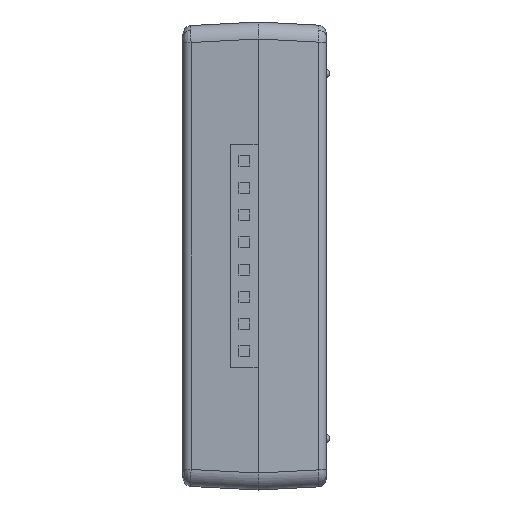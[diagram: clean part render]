
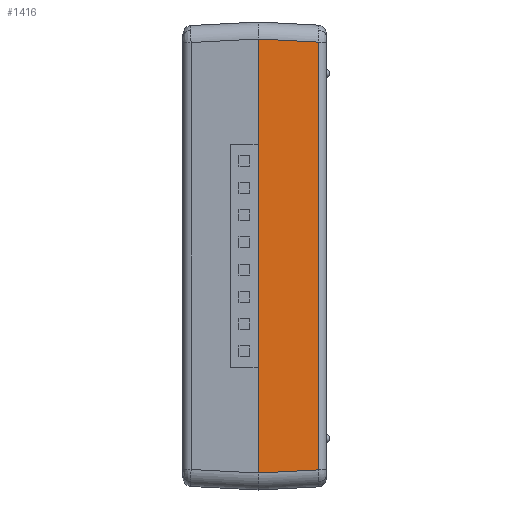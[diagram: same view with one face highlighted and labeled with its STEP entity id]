
A CAD part, left-side view. The second image highlights one B-rep face of the part: STEP entity #1416.
In plain terms, the highlighted planar face has unit normal (-0.999, -0.052, 0).
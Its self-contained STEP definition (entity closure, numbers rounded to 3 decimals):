
#6 = VECTOR ( 'NONE', #2765, 1000. ) ;
#156 = CARTESIAN_POINT ( 'NONE',  ( 0., 0., -21.819 ) ) ;
#190 = VERTEX_POINT ( 'NONE', #1055 ) ;
#375 = CARTESIAN_POINT ( 'NONE',  ( 0., 0., 20.233 ) ) ;
#409 = AXIS2_PLACEMENT_3D ( 'NONE', #156, #1756, #1447 ) ;
#692 = ORIENTED_EDGE ( 'NONE', *, *, #2866, .F. ) ;
#695 = CARTESIAN_POINT ( 'NONE',  ( 0.115, -2.192, 20.118 ) ) ;
#736 = CARTESIAN_POINT ( 'NONE',  ( 0.293, -5.598, 19.94 ) ) ;
#738 = ORIENTED_EDGE ( 'NONE', *, *, #3884, .T. ) ;
#747 = PLANE ( 'NONE',  #409 ) ;
#762 = LINE ( 'NONE', #1903, #1798 ) ;
#798 = EDGE_LOOP ( 'NONE', ( #2873, #1719, #738, #2223, #4169, #692 ) ) ;
#978 = VECTOR ( 'NONE', #2643, 1000. ) ;
#1055 = CARTESIAN_POINT ( 'NONE',  ( 0.293, -5.598, -19.94 ) ) ;
#1402 = DIRECTION ( 'NONE',  ( 0., 0., 1. ) ) ;
#1416 = ADVANCED_FACE ( 'NONE', ( #3558 ), #747, .T. ) ;
#1447 = DIRECTION ( 'NONE',  ( 0.052, -0.999, 0. ) ) ;
#1495 = VECTOR ( 'NONE', #1402, 1000. ) ;
#1719 = ORIENTED_EDGE ( 'NONE', *, *, #3537, .T. ) ;
#1734 = CARTESIAN_POINT ( 'NONE',  ( -0.004, 0.083, -20.238 ) ) ;
#1756 = DIRECTION ( 'NONE',  ( -0.999, -0.052, 0. ) ) ;
#1798 = VECTOR ( 'NONE', #3513, 1000. ) ;
#1868 = VERTEX_POINT ( 'NONE', #3335 ) ;
#1903 = CARTESIAN_POINT ( 'NONE',  ( 0., 0., -21.819 ) ) ;
#2161 = EDGE_CURVE ( 'NONE', #3287, #3872, #3717, .T. ) ;
#2223 = ORIENTED_EDGE ( 'NONE', *, *, #2161, .F. ) ;
#2253 = LINE ( 'NONE', #3712, #6 ) ;
#2291 = CARTESIAN_POINT ( 'NONE',  ( 0., 0., 10.414 ) ) ;
#2454 = LINE ( 'NONE', #1734, #978 ) ;
#2643 = DIRECTION ( 'NONE',  ( 0.052, -0.997, 0.052 ) ) ;
#2765 = DIRECTION ( 'NONE',  ( 0., 0., 1. ) ) ;
#2804 = LINE ( 'NONE', #695, #4067 ) ;
#2866 = EDGE_CURVE ( 'NONE', #1868, #2886, #762, .T. ) ;
#2873 = ORIENTED_EDGE ( 'NONE', *, *, #3879, .T. ) ;
#2886 = VERTEX_POINT ( 'NONE', #2895 ) ;
#2895 = CARTESIAN_POINT ( 'NONE',  ( 0., 0., -10.414 ) ) ;
#3184 = CARTESIAN_POINT ( 'NONE',  ( 0., 0., -21.819 ) ) ;
#3196 = VECTOR ( 'NONE', #3577, 1000. ) ;
#3287 = VERTEX_POINT ( 'NONE', #2291 ) ;
#3335 = CARTESIAN_POINT ( 'NONE',  ( 0., 0., -20.233 ) ) ;
#3369 = DIRECTION ( 'NONE',  ( -0.052, 0.997, 0.052 ) ) ;
#3513 = DIRECTION ( 'NONE',  ( 0., 0., 1. ) ) ;
#3537 = EDGE_CURVE ( 'NONE', #190, #3839, #2253, .T. ) ;
#3558 = FACE_OUTER_BOUND ( 'NONE', #798, .T. ) ;
#3577 = DIRECTION ( 'NONE',  ( 0., 0., 1. ) ) ;
#3669 = CARTESIAN_POINT ( 'NONE',  ( 0., 0., -21.819 ) ) ;
#3675 = LINE ( 'NONE', #3669, #1495 ) ;
#3712 = CARTESIAN_POINT ( 'NONE',  ( 0.293, -5.598, 19.9 ) ) ;
#3717 = LINE ( 'NONE', #3184, #3196 ) ;
#3839 = VERTEX_POINT ( 'NONE', #736 ) ;
#3862 = EDGE_CURVE ( 'NONE', #2886, #3287, #3675, .T. ) ;
#3872 = VERTEX_POINT ( 'NONE', #375 ) ;
#3879 = EDGE_CURVE ( 'NONE', #1868, #190, #2454, .T. ) ;
#3884 = EDGE_CURVE ( 'NONE', #3839, #3872, #2804, .T. ) ;
#4067 = VECTOR ( 'NONE', #3369, 1000. ) ;
#4169 = ORIENTED_EDGE ( 'NONE', *, *, #3862, .F. ) ;
